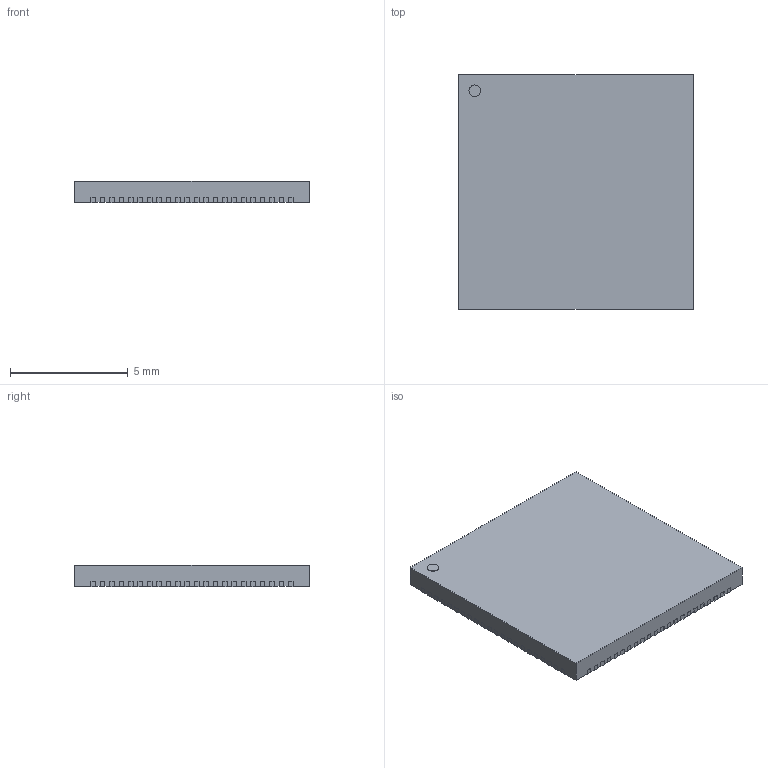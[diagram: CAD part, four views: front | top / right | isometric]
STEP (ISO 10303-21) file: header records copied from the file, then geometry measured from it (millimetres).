
FILE_DESCRIPTION(/* description */ ('model of ArtInChip_QFN-88-1EP_10x10mm_P0.4mm_EP6.74x6.74mm'),/* implementation_level */ '2;1');
FILE_NAME(/* name */ 'ArtInChip_QFN-88-1EP_10x10mm_P0.4mm_EP6.74x6.74mm.step',/* time_stamp */ '2024-09-25T14:19:08',/* author */ ('KiCAD','kicad'),/* organization */ ('OCCT'),/* preprocessor_version */ '',/* originating_system */ 'KiCAD',/* authorisation */ '');
FILE_SCHEMA(('AUTOMOTIVE_DESIGN { 1 0 10303 214 1 1 1 1 }'));
Length unit declared in the file: millimetre
Products named in the file (1): ArtInChip_QFN-88-1EP_10x10mm_P0.4mm_EP6.74x6.74mm
Bounding box: 10 x 10 x 0.9 mm (x, y, z)
Volume: 88.7 mm3; surface area: 237.5 mm2
Topology: 1 solids, 1 shells, 542 faces, 1614 edges, 1076 vertices
Faces by surface type: plane 453, cylinder 89
Full cylindrical faces by diameter (mm): 0.5 x1
Entity records: 22868 total; most frequent: CARTESIAN_POINT 3233, ORIENTED_EDGE 3228, DIRECTION 2878, EDGE_CURVE 1614, LINE 1436, VECTOR 1436, VERTEX_POINT 1076, AXIS2_PLACEMENT_3D 721
